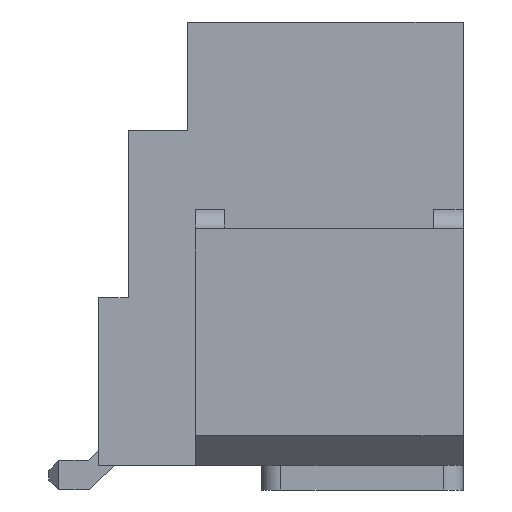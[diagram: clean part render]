
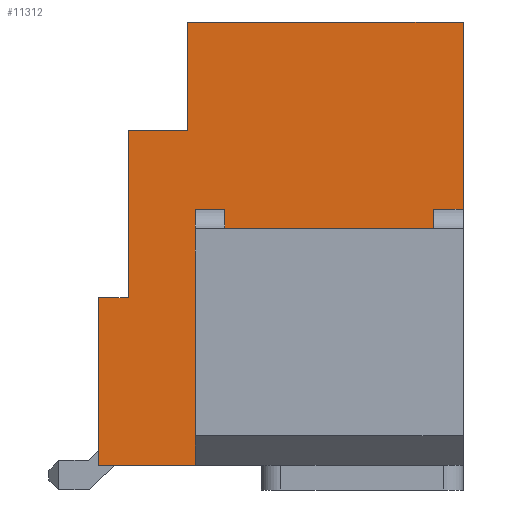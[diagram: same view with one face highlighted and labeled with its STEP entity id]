
A CAD part, left-side view. The second image highlights one B-rep face of the part: STEP entity #11312.
In plain terms, the highlighted face is planar.
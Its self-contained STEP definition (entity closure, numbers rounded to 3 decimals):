
#2540=ORIENTED_EDGE('',*,*,#4677,.T.);
#2541=ORIENTED_EDGE('',*,*,#4142,.T.);
#2542=ORIENTED_EDGE('',*,*,#4684,.F.);
#2543=ORIENTED_EDGE('',*,*,#4685,.F.);
#2544=ORIENTED_EDGE('',*,*,#4547,.F.);
#2545=ORIENTED_EDGE('',*,*,#4551,.F.);
#2546=ORIENTED_EDGE('',*,*,#4553,.F.);
#2547=ORIENTED_EDGE('',*,*,#4556,.F.);
#2548=ORIENTED_EDGE('',*,*,#4686,.F.);
#2549=ORIENTED_EDGE('',*,*,#4687,.F.);
#2550=ORIENTED_EDGE('',*,*,#4683,.T.);
#2551=ORIENTED_EDGE('',*,*,#4154,.T.);
#2552=ORIENTED_EDGE('',*,*,#4673,.F.);
#2553=ORIENTED_EDGE('',*,*,#4667,.T.);
#4142=EDGE_CURVE('',#5438,#5441,#6758,.T.);
#4154=EDGE_CURVE('',#5450,#5453,#6764,.T.);
#4547=EDGE_CURVE('',#5767,#5765,#7157,.T.);
#4551=EDGE_CURVE('',#5769,#5767,#7161,.T.);
#4553=EDGE_CURVE('',#5771,#5769,#7163,.T.);
#4556=EDGE_CURVE('',#5773,#5771,#7166,.T.);
#4667=EDGE_CURVE('',#5855,#5856,#7277,.T.);
#4673=EDGE_CURVE('',#5855,#5453,#7283,.T.);
#4677=EDGE_CURVE('',#5856,#5438,#7287,.T.);
#4683=EDGE_CURVE('',#5863,#5450,#7293,.T.);
#4684=EDGE_CURVE('',#5864,#5441,#7294,.T.);
#4685=EDGE_CURVE('',#5765,#5864,#7295,.T.);
#4686=EDGE_CURVE('',#5865,#5773,#7296,.T.);
#4687=EDGE_CURVE('',#5863,#5865,#7297,.T.);
#5438=VERTEX_POINT('',#16807);
#5441=VERTEX_POINT('',#16812);
#5450=VERTEX_POINT('',#16834);
#5453=VERTEX_POINT('',#16839);
#5765=VERTEX_POINT('',#17624);
#5767=VERTEX_POINT('',#17628);
#5769=VERTEX_POINT('',#17635);
#5771=VERTEX_POINT('',#17640);
#5773=VERTEX_POINT('',#17646);
#5855=VERTEX_POINT('',#17867);
#5856=VERTEX_POINT('',#17868);
#5863=VERTEX_POINT('',#17894);
#5864=VERTEX_POINT('',#17899);
#5865=VERTEX_POINT('',#17902);
#6758=LINE('',#16813,#8326);
#6764=LINE('',#16840,#8332);
#7157=LINE('',#17629,#8725);
#7161=LINE('',#17636,#8729);
#7163=LINE('',#17641,#8731);
#7166=LINE('',#17647,#8734);
#7277=LINE('',#17866,#8845);
#7283=LINE('',#17878,#8851);
#7287=LINE('',#17885,#8855);
#7293=LINE('',#17896,#8861);
#7294=LINE('',#17898,#8862);
#7295=LINE('',#17900,#8863);
#7296=LINE('',#17901,#8864);
#7297=LINE('',#17903,#8865);
#8326=VECTOR('',#13790,1000.);
#8332=VECTOR('',#13814,1000.);
#8725=VECTOR('',#14371,1000.);
#8729=VECTOR('',#14377,1000.);
#8731=VECTOR('',#14381,1000.);
#8734=VECTOR('',#14386,1000.);
#8845=VECTOR('',#14551,1000.);
#8851=VECTOR('',#14559,1000.);
#8855=VECTOR('',#14567,1000.);
#8861=VECTOR('',#14577,1000.);
#8862=VECTOR('',#14580,1000.);
#8863=VECTOR('',#14581,1000.);
#8864=VECTOR('',#14582,1000.);
#8865=VECTOR('',#14583,1000.);
#9532=EDGE_LOOP('',(#2540,#2541,#2542,#2543,#2544,#2545,#2546,#2547,#2548,
#2549,#2550,#2551,#2552,#2553));
#10148=FACE_BOUND('',#9532,.T.);
#10722=PLANE('',#12085);
#11312=ADVANCED_FACE('',(#10148),#10722,.F.);
#12085=AXIS2_PLACEMENT_3D('',#17897,#14578,#14579);
#13790=DIRECTION('',(0.,1.,0.));
#13814=DIRECTION('',(0.,1.,0.));
#14371=DIRECTION('',(0.,0.,1.));
#14377=DIRECTION('',(0.,1.,0.));
#14381=DIRECTION('',(0.,0.,1.));
#14386=DIRECTION('',(0.,1.,0.));
#14551=DIRECTION('',(0.,1.,0.));
#14559=DIRECTION('',(0.,0.,1.));
#14567=DIRECTION('',(0.,0.,1.));
#14577=DIRECTION('',(0.,0.,1.));
#14578=DIRECTION('',(-1.,0.,0.));
#14579=DIRECTION('',(0.,0.,1.));
#14580=DIRECTION('',(0.,0.,-1.));
#14581=DIRECTION('',(0.,1.,0.));
#14582=DIRECTION('',(0.,0.,1.));
#14583=DIRECTION('',(0.,-1.,0.));
#16807=CARTESIAN_POINT('',(9.,1.55,0.35));
#16812=CARTESIAN_POINT('',(9.,1.85,0.35));
#16813=CARTESIAN_POINT('',(9.,0.,0.35));
#16834=CARTESIAN_POINT('',(9.,-0.87,0.35));
#16839=CARTESIAN_POINT('',(9.,-0.57,0.35));
#16840=CARTESIAN_POINT('',(9.,0.,0.35));
#17624=CARTESIAN_POINT('',(9.,-0.95,2.25));
#17628=CARTESIAN_POINT('',(9.,-0.95,1.15));
#17629=CARTESIAN_POINT('',(9.,-0.95,1.15));
#17635=CARTESIAN_POINT('',(9.,-1.55,1.15));
#17636=CARTESIAN_POINT('',(9.,-1.55,1.15));
#17640=CARTESIAN_POINT('',(9.,-1.55,-0.55));
#17641=CARTESIAN_POINT('',(9.,-1.55,-0.55));
#17646=CARTESIAN_POINT('',(9.,-1.85,-0.55));
#17647=CARTESIAN_POINT('',(9.,-1.85,-0.55));
#17866=CARTESIAN_POINT('',(9.,-0.57,-0.15));
#17867=CARTESIAN_POINT('',(9.,-0.57,-0.15));
#17868=CARTESIAN_POINT('',(9.,1.55,-0.15));
#17878=CARTESIAN_POINT('',(9.,-0.57,-0.15));
#17885=CARTESIAN_POINT('',(9.,1.55,-0.15));
#17894=CARTESIAN_POINT('',(9.,-0.87,-2.25));
#17896=CARTESIAN_POINT('',(9.,-0.87,-2.25));
#17897=CARTESIAN_POINT('',(9.,0.,0.));
#17898=CARTESIAN_POINT('',(9.,1.85,2.25));
#17899=CARTESIAN_POINT('',(9.,1.85,2.25));
#17900=CARTESIAN_POINT('',(9.,-1.85,2.25));
#17901=CARTESIAN_POINT('',(9.,-1.85,-2.25));
#17902=CARTESIAN_POINT('',(9.,-1.85,-2.25));
#17903=CARTESIAN_POINT('',(9.,1.85,-2.25));
